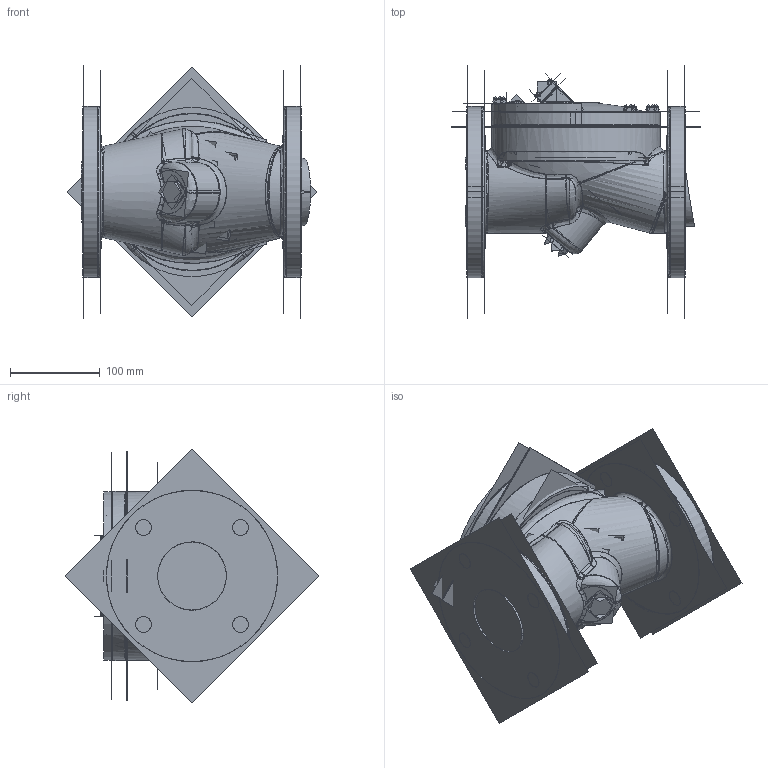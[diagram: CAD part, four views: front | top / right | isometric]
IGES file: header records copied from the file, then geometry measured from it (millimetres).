
Start section:  PTC IGES file: class_150-flex_check-3_inch_asm.igs
Global section: file name: class_150-flex_check-3_inch_asm.igs; native system: Creo Parametric by Parametric Technology Corporation; preprocessor: 2013050; author: HAPPY; organization: Unknown; date: 20170710.083808; units: inch
Bounding box: 276.65 x 280.39 x 280.39 mm (x, y, z)
Volume: 526507.7 mm3; surface area: 1916538.3 mm2
Topology: 20 solids, 22 shells, 1699 faces, 8173 edges, 10000 vertices
Faces by surface type: bspline 903, revolution 796
